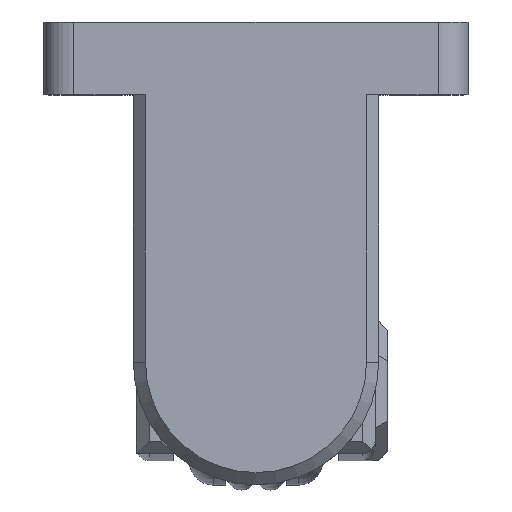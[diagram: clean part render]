
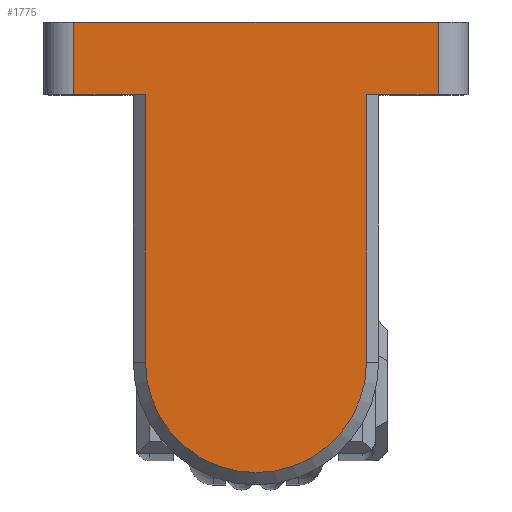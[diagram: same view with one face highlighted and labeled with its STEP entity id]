
A CAD part, top view. The second image highlights one B-rep face of the part: STEP entity #1775.
In plain terms, the highlighted planar face has unit normal (0, 0, 1).
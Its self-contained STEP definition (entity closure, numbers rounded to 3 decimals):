
#135=CIRCLE('',#1984,9.1);
#231=PLANE('',#1983);
#298=FACE_OUTER_BOUND('',#414,.T.);
#414=EDGE_LOOP('',(#1325,#1326,#1327,#1328,#1329,#1330,#1331,#1332));
#532=LINE('',#2854,#672);
#538=LINE('',#2951,#678);
#548=LINE('',#3006,#688);
#551=LINE('',#3018,#691);
#552=LINE('',#3021,#692);
#553=LINE('',#3024,#693);
#554=LINE('',#3025,#694);
#672=VECTOR('',#2179,10.);
#678=VECTOR('',#2187,10.);
#688=VECTOR('',#2249,10.);
#691=VECTOR('',#2262,10.);
#692=VECTOR('',#2265,10.);
#693=VECTOR('',#2268,10.);
#694=VECTOR('',#2269,10.);
#835=VERTEX_POINT('',#2851);
#836=VERTEX_POINT('',#2853);
#841=VERTEX_POINT('',#2948);
#842=VERTEX_POINT('',#2950);
#860=VERTEX_POINT('',#3003);
#861=VERTEX_POINT('',#3005);
#866=VERTEX_POINT('',#3020);
#867=VERTEX_POINT('',#3022);
#1001=EDGE_CURVE('',#836,#835,#532,.T.);
#1009=EDGE_CURVE('',#841,#842,#538,.T.);
#1035=EDGE_CURVE('',#860,#861,#548,.T.);
#1042=EDGE_CURVE('',#842,#860,#551,.T.);
#1043=EDGE_CURVE('',#866,#841,#552,.T.);
#1044=EDGE_CURVE('',#867,#866,#135,.T.);
#1045=EDGE_CURVE('',#836,#867,#553,.T.);
#1046=EDGE_CURVE('',#861,#835,#554,.T.);
#1325=ORIENTED_EDGE('',*,*,#1042,.F.);
#1326=ORIENTED_EDGE('',*,*,#1009,.F.);
#1327=ORIENTED_EDGE('',*,*,#1043,.F.);
#1328=ORIENTED_EDGE('',*,*,#1044,.F.);
#1329=ORIENTED_EDGE('',*,*,#1045,.F.);
#1330=ORIENTED_EDGE('',*,*,#1001,.T.);
#1331=ORIENTED_EDGE('',*,*,#1046,.F.);
#1332=ORIENTED_EDGE('',*,*,#1035,.F.);
#1775=ADVANCED_FACE('',(#298),#231,.T.);
#1983=AXIS2_PLACEMENT_3D('',#3019,#2263,#2264);
#1984=AXIS2_PLACEMENT_3D('',#3023,#2266,#2267);
#2179=DIRECTION('',(1.,0.,0.));
#2187=DIRECTION('',(-1.,0.,0.));
#2249=DIRECTION('',(1.,0.,0.));
#2262=DIRECTION('',(0.,1.,0.));
#2263=DIRECTION('center_axis',(0.,0.,1.));
#2264=DIRECTION('ref_axis',(-1.,0.,0.));
#2265=DIRECTION('',(0.,1.,0.));
#2266=DIRECTION('center_axis',(0.,0.,-1.));
#2267=DIRECTION('ref_axis',(-1.,0.,0.));
#2268=DIRECTION('',(0.,-1.,0.));
#2269=DIRECTION('',(0.,-1.,0.));
#2851=CARTESIAN_POINT('',(15.,24.343,22.));
#2853=CARTESIAN_POINT('',(9.1,24.343,22.));
#2854=CARTESIAN_POINT('',(9.1,24.343,22.));
#2948=CARTESIAN_POINT('',(-9.1,24.343,22.));
#2950=CARTESIAN_POINT('',(-15.,24.343,22.));
#2951=CARTESIAN_POINT('',(-9.1,24.343,22.));
#3003=CARTESIAN_POINT('',(-15.,30.343,22.));
#3005=CARTESIAN_POINT('',(15.,30.343,22.));
#3006=CARTESIAN_POINT('',(17.5,30.343,22.));
#3018=CARTESIAN_POINT('',(-15.,18.568,22.));
#3019=CARTESIAN_POINT('Origin',(0.,9.793,22.));
#3020=CARTESIAN_POINT('',(-9.1,2.343,22.));
#3021=CARTESIAN_POINT('',(-9.1,18.568,22.));
#3022=CARTESIAN_POINT('',(9.1,2.343,22.));
#3023=CARTESIAN_POINT('Origin',(0.,2.343,22.));
#3024=CARTESIAN_POINT('',(9.1,14.731,22.));
#3025=CARTESIAN_POINT('',(15.,18.568,22.));
